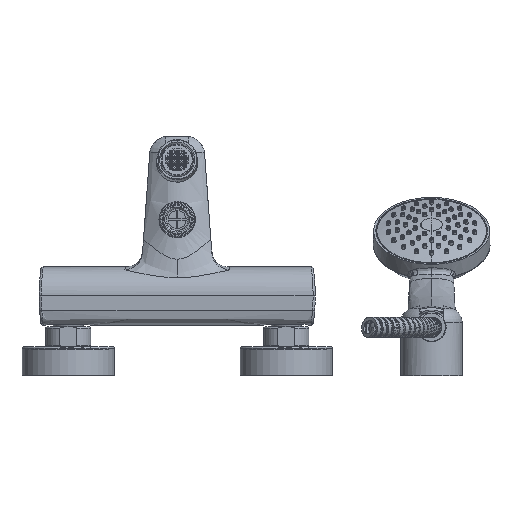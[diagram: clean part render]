
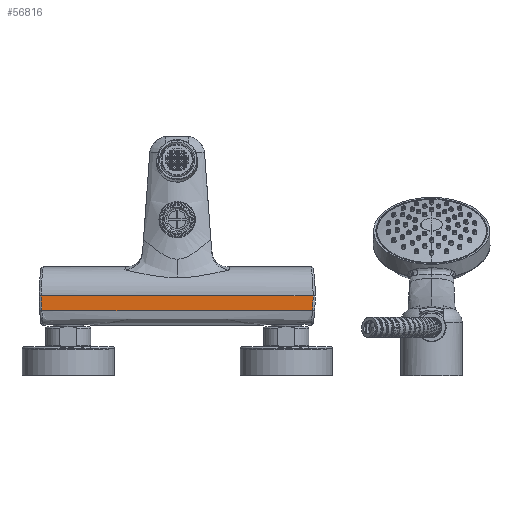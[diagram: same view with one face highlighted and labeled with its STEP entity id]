
A CAD part, front view. The second image highlights one B-rep face of the part: STEP entity #56816.
In plain terms, the highlighted planar face has unit normal (0, -1, 0).
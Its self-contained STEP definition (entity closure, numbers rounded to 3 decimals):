
#10780=CARTESIAN_POINT('',(-39.083,-20.,0.));
#10781=DIRECTION('',(0.,-1.,0.));
#10782=DIRECTION('',(0.997,0.,-0.075));
#10783=AXIS2_PLACEMENT_3D('',#10780,#10781,#10782);
#10785=DIRECTION('',(-1.,0.,0.));
#10786=VECTOR('',#10785,186.245);
#10787=CARTESIAN_POINT('',(93.122,-20.,
-10.));
#10788=LINE('',#10787,#10786);
#10789=CARTESIAN_POINT('',(39.083,-20.,0.));
#10790=DIRECTION('',(0.,-1.,0.));
#10791=DIRECTION('',(-1.,0.,0.));
#10792=AXIS2_PLACEMENT_3D('',#10789,#10790,#10791);
#10794=DIRECTION('',(1.,0.,0.));
#10795=VECTOR('',#10794,187.);
#10796=CARTESIAN_POINT('',(-93.5,-20.,
0.));
#10797=LINE('',#10796,#10795);
#39546=CARTESIAN_POINT('',(93.122,-20.,-10.));
#39547=CARTESIAN_POINT('',(93.5,-20.,-0.001));
#39548=VERTEX_POINT('',#39546);
#39549=VERTEX_POINT('',#39547);
#39554=CARTESIAN_POINT('',(-93.5,-20.,-0.001));
#39555=CARTESIAN_POINT('',(-93.122,-20.,-10.));
#39556=VERTEX_POINT('',#39554);
#39557=VERTEX_POINT('',#39555);
#56803=CARTESIAN_POINT('',(-95.,-20.,0.));
#56804=DIRECTION('',(0.,-1.,0.));
#56805=DIRECTION('',(0.,0.,-1.));
#56806=AXIS2_PLACEMENT_3D('',#56803,#56804,#56805);
#56807=PLANE('',#56806);
#56809=ORIENTED_EDGE('',*,*,#56808,.F.);
#56811=ORIENTED_EDGE('',*,*,#56810,.T.);
#56812=ORIENTED_EDGE('',*,*,#56786,.F.);
#56813=ORIENTED_EDGE('',*,*,#55042,.T.);
#56814=EDGE_LOOP('',(#56809,#56811,#56812,#56813));
#56815=FACE_OUTER_BOUND('',#56814,.F.);
#56816=ADVANCED_FACE('',(#56815),#56807,.T.);
#10784=CIRCLE('',#10783,132.583);
#10793=CIRCLE('',#10792,132.583);
#55042=EDGE_CURVE('',#39556,#39549,#10797,.T.);
#56786=EDGE_CURVE('',#39556,#39557,#10793,.T.);
#56808=EDGE_CURVE('',#39548,#39549,#10784,.T.);
#56810=EDGE_CURVE('',#39548,#39557,#10788,.T.);
